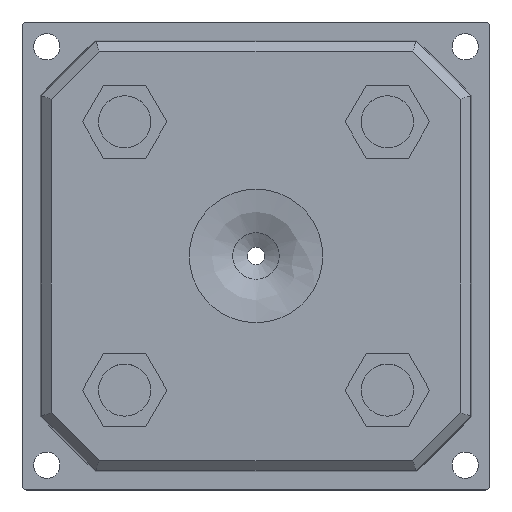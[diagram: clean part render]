
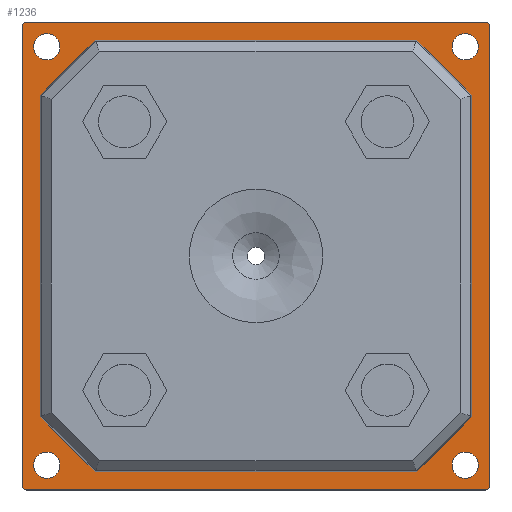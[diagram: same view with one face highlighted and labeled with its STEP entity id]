
A CAD part, top view. The second image highlights one B-rep face of the part: STEP entity #1236.
In plain terms, the highlighted planar face has unit normal (0, 0, 1).
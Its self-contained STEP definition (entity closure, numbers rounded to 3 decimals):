
#48=CIRCLE('',#1333,0.5);
#49=CIRCLE('',#1336,0.5);
#50=CIRCLE('',#1339,0.5);
#51=CIRCLE('',#1341,0.5);
#52=CIRCLE('',#1342,1.5);
#53=CIRCLE('',#1343,1.5);
#54=CIRCLE('',#1344,1.5);
#55=CIRCLE('',#1345,1.5);
#74=FACE_BOUND('',#218,.T.);
#75=FACE_BOUND('',#219,.T.);
#76=FACE_BOUND('',#220,.T.);
#77=FACE_BOUND('',#221,.T.);
#78=FACE_BOUND('',#222,.T.);
#133=FACE_OUTER_BOUND('',#217,.T.);
#217=EDGE_LOOP('',(#1059,#1060,#1061,#1062,#1063,#1064,#1065,#1066));
#218=EDGE_LOOP('',(#1067,#1068,#1069,#1070,#1071,#1072,#1073,#1074));
#219=EDGE_LOOP('',(#1075));
#220=EDGE_LOOP('',(#1076));
#221=EDGE_LOOP('',(#1077));
#222=EDGE_LOOP('',(#1078));
#243=LINE('',#1717,#381);
#283=LINE('',#1799,#421);
#290=LINE('',#1813,#428);
#296=LINE('',#1825,#434);
#298=LINE('',#1828,#436);
#299=LINE('',#1830,#437);
#300=LINE('',#1832,#438);
#301=LINE('',#1834,#439);
#357=LINE('',#2011,#495);
#360=LINE('',#2019,#498);
#363=LINE('',#2027,#501);
#365=LINE('',#2035,#503);
#381=VECTOR('',#1376,10.);
#421=VECTOR('',#1428,10.);
#428=VECTOR('',#1441,10.);
#434=VECTOR('',#1453,10.);
#436=VECTOR('',#1457,10.);
#437=VECTOR('',#1460,10.);
#438=VECTOR('',#1463,10.);
#439=VECTOR('',#1466,10.);
#495=VECTOR('',#1618,10.);
#498=VECTOR('',#1627,10.);
#501=VECTOR('',#1636,10.);
#503=VECTOR('',#1646,10.);
#518=VERTEX_POINT('',#1714);
#519=VERTEX_POINT('',#1716);
#554=VERTEX_POINT('',#1796);
#555=VERTEX_POINT('',#1798);
#558=VERTEX_POINT('',#1810);
#559=VERTEX_POINT('',#1812);
#561=VERTEX_POINT('',#1822);
#562=VERTEX_POINT('',#1824);
#607=VERTEX_POINT('',#2007);
#608=VERTEX_POINT('',#2009);
#609=VERTEX_POINT('',#2013);
#610=VERTEX_POINT('',#2017);
#611=VERTEX_POINT('',#2021);
#612=VERTEX_POINT('',#2025);
#613=VERTEX_POINT('',#2029);
#614=VERTEX_POINT('',#2033);
#615=VERTEX_POINT('',#2036);
#616=VERTEX_POINT('',#2038);
#617=VERTEX_POINT('',#2040);
#618=VERTEX_POINT('',#2042);
#628=EDGE_CURVE('',#518,#519,#243,.F.);
#669=EDGE_CURVE('',#554,#555,#283,.F.);
#676=EDGE_CURVE('',#558,#559,#290,.F.);
#682=EDGE_CURVE('',#561,#562,#296,.F.);
#684=EDGE_CURVE('',#559,#554,#298,.T.);
#685=EDGE_CURVE('',#562,#558,#299,.T.);
#686=EDGE_CURVE('',#519,#561,#300,.T.);
#687=EDGE_CURVE('',#555,#518,#301,.T.);
#760=EDGE_CURVE('',#608,#607,#357,.T.);
#762=EDGE_CURVE('',#609,#608,#48,.T.);
#764=EDGE_CURVE('',#610,#609,#360,.T.);
#766=EDGE_CURVE('',#611,#610,#49,.T.);
#768=EDGE_CURVE('',#612,#611,#363,.T.);
#770=EDGE_CURVE('',#613,#612,#50,.T.);
#771=EDGE_CURVE('',#607,#614,#51,.T.);
#772=EDGE_CURVE('',#614,#613,#365,.T.);
#773=EDGE_CURVE('',#615,#615,#52,.T.);
#774=EDGE_CURVE('',#616,#616,#53,.T.);
#775=EDGE_CURVE('',#617,#617,#54,.T.);
#776=EDGE_CURVE('',#618,#618,#55,.T.);
#1059=ORIENTED_EDGE('',*,*,#771,.F.);
#1060=ORIENTED_EDGE('',*,*,#760,.F.);
#1061=ORIENTED_EDGE('',*,*,#762,.F.);
#1062=ORIENTED_EDGE('',*,*,#764,.F.);
#1063=ORIENTED_EDGE('',*,*,#766,.F.);
#1064=ORIENTED_EDGE('',*,*,#768,.F.);
#1065=ORIENTED_EDGE('',*,*,#770,.F.);
#1066=ORIENTED_EDGE('',*,*,#772,.F.);
#1067=ORIENTED_EDGE('',*,*,#684,.F.);
#1068=ORIENTED_EDGE('',*,*,#676,.F.);
#1069=ORIENTED_EDGE('',*,*,#685,.F.);
#1070=ORIENTED_EDGE('',*,*,#682,.F.);
#1071=ORIENTED_EDGE('',*,*,#686,.F.);
#1072=ORIENTED_EDGE('',*,*,#628,.F.);
#1073=ORIENTED_EDGE('',*,*,#687,.F.);
#1074=ORIENTED_EDGE('',*,*,#669,.F.);
#1075=ORIENTED_EDGE('',*,*,#773,.T.);
#1076=ORIENTED_EDGE('',*,*,#774,.T.);
#1077=ORIENTED_EDGE('',*,*,#775,.T.);
#1078=ORIENTED_EDGE('',*,*,#776,.T.);
#1176=PLANE('',#1340);
#1236=ADVANCED_FACE('',(#133,#74,#75,#76,#77,#78),#1176,.F.);
#1333=AXIS2_PLACEMENT_3D('',#2015,#1622,#1623);
#1336=AXIS2_PLACEMENT_3D('',#2023,#1631,#1632);
#1339=AXIS2_PLACEMENT_3D('',#2031,#1640,#1641);
#1340=AXIS2_PLACEMENT_3D('',#2032,#1642,#1643);
#1341=AXIS2_PLACEMENT_3D('',#2034,#1644,#1645);
#1342=AXIS2_PLACEMENT_3D('',#2037,#1647,#1648);
#1343=AXIS2_PLACEMENT_3D('',#2039,#1649,#1650);
#1344=AXIS2_PLACEMENT_3D('',#2041,#1651,#1652);
#1345=AXIS2_PLACEMENT_3D('',#2043,#1653,#1654);
#1376=DIRECTION('',(0.707,-0.707,0.));
#1428=DIRECTION('',(-0.707,-0.707,0.));
#1441=DIRECTION('',(-0.707,0.707,0.));
#1453=DIRECTION('',(0.707,0.707,0.));
#1457=DIRECTION('',(1.,0.,0.));
#1460=DIRECTION('',(0.,-1.,0.));
#1463=DIRECTION('',(-1.,0.,0.));
#1466=DIRECTION('',(0.,1.,0.));
#1618=DIRECTION('',(0.,1.,0.));
#1622=DIRECTION('center_axis',(0.,0.,-1.));
#1623=DIRECTION('ref_axis',(-0.707,-0.707,0.));
#1627=DIRECTION('',(-1.,0.,0.));
#1631=DIRECTION('center_axis',(0.,0.,-1.));
#1632=DIRECTION('ref_axis',(0.707,-0.707,0.));
#1636=DIRECTION('',(0.,-1.,0.));
#1640=DIRECTION('center_axis',(0.,0.,-1.));
#1641=DIRECTION('ref_axis',(0.707,0.707,0.));
#1642=DIRECTION('center_axis',(0.,0.,-1.));
#1643=DIRECTION('ref_axis',(1.,0.,0.));
#1644=DIRECTION('center_axis',(0.,0.,-1.));
#1645=DIRECTION('ref_axis',(-0.707,0.707,0.));
#1646=DIRECTION('',(1.,0.,0.));
#1647=DIRECTION('center_axis',(0.,0.,-1.));
#1648=DIRECTION('ref_axis',(1.,0.,0.));
#1649=DIRECTION('center_axis',(0.,0.,-1.));
#1650=DIRECTION('ref_axis',(1.,0.,0.));
#1651=DIRECTION('center_axis',(0.,0.,-1.));
#1652=DIRECTION('ref_axis',(1.,0.,0.));
#1653=DIRECTION('center_axis',(0.,0.,-1.));
#1654=DIRECTION('ref_axis',(1.,0.,0.));
#1714=CARTESIAN_POINT('',(49.8,43.498,2.));
#1716=CARTESIAN_POINT('',(43.498,49.8,2.));
#1717=CARTESIAN_POINT('',(47.869,45.428,2.));
#1796=CARTESIAN_POINT('',(43.498,0.2,2.));
#1798=CARTESIAN_POINT('',(49.8,6.502,2.));
#1799=CARTESIAN_POINT('',(45.428,2.131,2.));
#1810=CARTESIAN_POINT('',(0.2,6.502,2.));
#1812=CARTESIAN_POINT('',(6.502,0.2,2.));
#1813=CARTESIAN_POINT('',(2.131,4.572,2.));
#1822=CARTESIAN_POINT('',(6.502,49.8,2.));
#1824=CARTESIAN_POINT('',(0.2,43.498,2.));
#1825=CARTESIAN_POINT('',(4.572,47.869,2.));
#1828=CARTESIAN_POINT('',(15.041,0.2,2.));
#1830=CARTESIAN_POINT('',(0.2,34.959,2.));
#1832=CARTESIAN_POINT('',(34.959,49.8,2.));
#1834=CARTESIAN_POINT('',(49.8,15.041,2.));
#2007=CARTESIAN_POINT('',(-1.9,51.4,2.));
#2009=CARTESIAN_POINT('',(-1.9,-1.4,2.));
#2011=CARTESIAN_POINT('',(-1.9,-1.9,2.));
#2013=CARTESIAN_POINT('',(-1.4,-1.9,2.));
#2015=CARTESIAN_POINT('Origin',(-1.4,-1.4,2.));
#2017=CARTESIAN_POINT('',(51.4,-1.9,2.));
#2019=CARTESIAN_POINT('',(51.9,-1.9,2.));
#2021=CARTESIAN_POINT('',(51.9,-1.4,2.));
#2023=CARTESIAN_POINT('Origin',(51.4,-1.4,2.));
#2025=CARTESIAN_POINT('',(51.9,51.4,2.));
#2027=CARTESIAN_POINT('',(51.9,51.9,2.));
#2029=CARTESIAN_POINT('',(51.4,51.9,2.));
#2031=CARTESIAN_POINT('Origin',(51.4,51.4,2.));
#2032=CARTESIAN_POINT('Origin',(25.,25.,2.));
#2033=CARTESIAN_POINT('',(-1.4,51.9,2.));
#2034=CARTESIAN_POINT('Origin',(-1.4,51.4,2.));
#2035=CARTESIAN_POINT('',(-1.9,51.9,2.));
#2036=CARTESIAN_POINT('',(47.556,0.944,2.));
#2037=CARTESIAN_POINT('Origin',(49.056,0.944,2.));
#2038=CARTESIAN_POINT('',(47.556,49.056,2.));
#2039=CARTESIAN_POINT('Origin',(49.056,49.056,2.));
#2040=CARTESIAN_POINT('',(-0.556,0.944,2.));
#2041=CARTESIAN_POINT('Origin',(0.944,0.944,2.));
#2042=CARTESIAN_POINT('',(-0.556,49.056,2.));
#2043=CARTESIAN_POINT('Origin',(0.944,49.056,2.));
